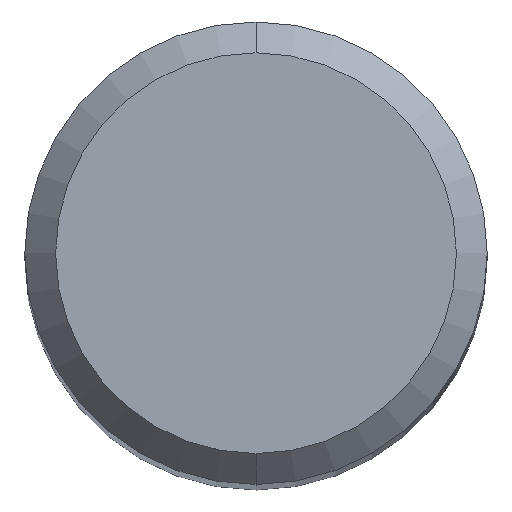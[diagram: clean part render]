
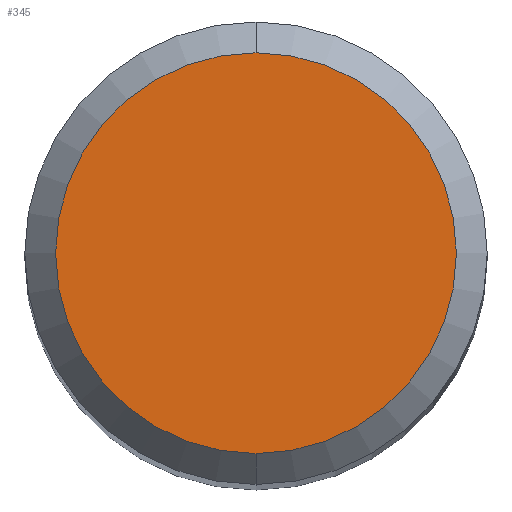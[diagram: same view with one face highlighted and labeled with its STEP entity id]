
A CAD part, top view. The second image highlights one B-rep face of the part: STEP entity #345.
In plain terms, the highlighted planar face has unit normal (0, 0, 1).
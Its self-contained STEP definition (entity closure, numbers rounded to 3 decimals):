
#235=VERTEX_POINT('',#532);
#297=VERTEX_POINT('',#599);
#345=ADVANCED_FACE('',(#653),#654,.T.);
#389=EDGE_CURVE('',#235,#297,#702,.T.);
#429=EDGE_CURVE('',#297,#235,#747,.T.);
#532=CARTESIAN_POINT('',(0.0,2.6,40.441));
#599=CARTESIAN_POINT('',(0.,-2.6,40.441));
#653=FACE_OUTER_BOUND('',#1177,.T.);
#654=PLANE('',#1178);
#702=CIRCLE('',#1252,2.6);
#747=CIRCLE('',#1390,2.6);
#1177=EDGE_LOOP('',(#1623,#1624));
#1178=AXIS2_PLACEMENT_3D('',#1625,#1626,#1627);
#1252=AXIS2_PLACEMENT_3D('',#1677,#1678,#1679);
#1390=AXIS2_PLACEMENT_3D('',#1729,#1730,#1731);
#1623=ORIENTED_EDGE('',*,*,#389,.F.);
#1624=ORIENTED_EDGE('',*,*,#429,.F.);
#1625=CARTESIAN_POINT('',(0.0,1.3,40.441));
#1626=DIRECTION('',(-0.0,0.0,1.0));
#1627=DIRECTION('',(0.0,-1.0,0.0));
#1677=CARTESIAN_POINT('',(0.0,0.0,40.441));
#1678=DIRECTION('',(0.0,0.0,-1.0));
#1679=DIRECTION('',(0.0,1.0,0.0));
#1729=CARTESIAN_POINT('',(0.0,0.0,40.441));
#1730=DIRECTION('',(0.0,0.0,-1.0));
#1731=DIRECTION('',(0.0,1.0,0.0));
